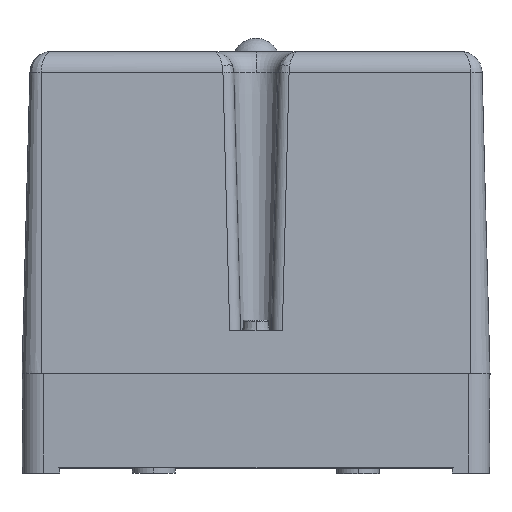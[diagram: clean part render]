
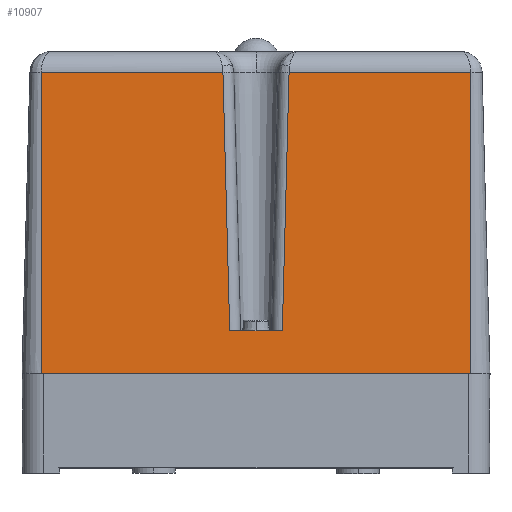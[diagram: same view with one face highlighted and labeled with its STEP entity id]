
A CAD part, top view. The second image highlights one B-rep face of the part: STEP entity #10907.
In plain terms, the highlighted planar face has unit normal (0, 0.026, 1).
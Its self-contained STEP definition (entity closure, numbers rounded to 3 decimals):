
#87 = ORIENTED_EDGE ( 'NONE', *, *, #13955, .T. ) ;
#258 = ORIENTED_EDGE ( 'NONE', *, *, #16621, .T. ) ;
#1151 = VERTEX_POINT ( 'NONE', #22805 ) ;
#1270 = AXIS2_PLACEMENT_3D ( 'NONE', #1504, #13890, #4859 ) ;
#1504 = CARTESIAN_POINT ( 'NONE',  ( -55.956, 4.507, 50.048 ) ) ;
#1573 = CARTESIAN_POINT ( 'NONE',  ( -15.981, 12.507, 49.839 ) ) ;
#1651 = ORIENTED_EDGE ( 'NONE', *, *, #18113, .T. ) ;
#1906 = CARTESIAN_POINT ( 'NONE',  ( -55.956, 4.507, 50.048 ) ) ;
#1974 = VECTOR ( 'NONE', #17055, 1000. ) ;
#2107 = EDGE_CURVE ( 'NONE', #13790, #21471, #11111, .T. ) ;
#2625 = ORIENTED_EDGE ( 'NONE', *, *, #2107, .F. ) ;
#2705 = VECTOR ( 'NONE', #8263, 1000. ) ;
#3089 = DIRECTION ( 'NONE',  ( -1., 0., 0. ) ) ;
#4859 = DIRECTION ( 'NONE',  ( 0., -1., 0.026 ) ) ;
#4936 = DIRECTION ( 'NONE',  ( -1., 0., 0. ) ) ;
#6583 = VERTEX_POINT ( 'NONE', #12999 ) ;
#6610 = ORIENTED_EDGE ( 'NONE', *, *, #12141, .T. ) ;
#6845 = LINE ( 'NONE', #13633, #2705 ) ;
#7887 = EDGE_CURVE ( 'NONE', #13179, #19441, #12492, .T. ) ;
#7990 = ORIENTED_EDGE ( 'NONE', *, *, #16794, .T. ) ;
#8039 = ORIENTED_EDGE ( 'NONE', *, *, #22346, .T. ) ;
#8263 = DIRECTION ( 'NONE',  ( -0.026, -0.999, 0.026 ) ) ;
#8935 = DIRECTION ( 'NONE',  ( 0., 1., -0.026 ) ) ;
#9704 = CARTESIAN_POINT ( 'NONE',  ( -55.956, 60.612, 48.579 ) ) ;
#10169 = VECTOR ( 'NONE', #13631, 1000. ) ;
#10282 = CARTESIAN_POINT ( 'NONE',  ( -55.956, 60.612, 48.579 ) ) ;
#10525 = LINE ( 'NONE', #14660, #21783 ) ;
#10636 = VECTOR ( 'NONE', #21068, 1000. ) ;
#10907 = ADVANCED_FACE ( 'NONE', ( #20365 ), #15480, .T. ) ;
#10915 = CARTESIAN_POINT ( 'NONE',  ( 23.994, 60.612, 48.579 ) ) ;
#11111 = LINE ( 'NONE', #1906, #16311 ) ;
#11182 = VERTEX_POINT ( 'NONE', #14570 ) ;
#12141 = EDGE_CURVE ( 'NONE', #13790, #13179, #22702, .T. ) ;
#12285 = EDGE_LOOP ( 'NONE', ( #7990, #1651, #8039, #2625, #6610, #13425, #258, #87 ) ) ;
#12390 = VERTEX_POINT ( 'NONE', #13513 ) ;
#12492 = LINE ( 'NONE', #13702, #1974 ) ;
#12645 = CARTESIAN_POINT ( 'NONE',  ( 23.994, 4.507, 50.048 ) ) ;
#12999 = CARTESIAN_POINT ( 'NONE',  ( -22.14, 60.612, 48.579 ) ) ;
#13179 = VERTEX_POINT ( 'NONE', #12645 ) ;
#13425 = ORIENTED_EDGE ( 'NONE', *, *, #7887, .T. ) ;
#13513 = CARTESIAN_POINT ( 'NONE',  ( -20.881, 12.507, 49.839 ) ) ;
#13631 = DIRECTION ( 'NONE',  ( -1., 0., 0. ) ) ;
#13633 = CARTESIAN_POINT ( 'NONE',  ( -11.322, 3.339, 50.079 ) ) ;
#13702 = CARTESIAN_POINT ( 'NONE',  ( 23.994, 4.507, 50.048 ) ) ;
#13790 = VERTEX_POINT ( 'NONE', #18144 ) ;
#13890 = DIRECTION ( 'NONE',  ( 0., 0.026, 1. ) ) ;
#13955 = EDGE_CURVE ( 'NONE', #11182, #1151, #6845, .T. ) ;
#14065 = CARTESIAN_POINT ( 'NONE',  ( -11.72, 60.612, 48.579 ) ) ;
#14570 = CARTESIAN_POINT ( 'NONE',  ( -9.822, 60.612, 48.579 ) ) ;
#14660 = CARTESIAN_POINT ( 'NONE',  ( -22.139, 60.56, 48.58 ) ) ;
#15480 = PLANE ( 'NONE',  #1270 ) ;
#15761 = CARTESIAN_POINT ( 'NONE',  ( -55.956, 4.507, 50.048 ) ) ;
#16311 = VECTOR ( 'NONE', #8935, 1000. ) ;
#16621 = EDGE_CURVE ( 'NONE', #19441, #11182, #16967, .T. ) ;
#16768 = LINE ( 'NONE', #10282, #10169 ) ;
#16794 = EDGE_CURVE ( 'NONE', #1151, #12390, #17785, .T. ) ;
#16967 = LINE ( 'NONE', #14065, #22159 ) ;
#17055 = DIRECTION ( 'NONE',  ( 0., 1., -0.026 ) ) ;
#17785 = LINE ( 'NONE', #1573, #18873 ) ;
#18113 = EDGE_CURVE ( 'NONE', #12390, #6583, #10525, .T. ) ;
#18144 = CARTESIAN_POINT ( 'NONE',  ( -55.956, 4.507, 50.048 ) ) ;
#18873 = VECTOR ( 'NONE', #4936, 1000. ) ;
#19441 = VERTEX_POINT ( 'NONE', #10915 ) ;
#20365 = FACE_OUTER_BOUND ( 'NONE', #12285, .T. ) ;
#21068 = DIRECTION ( 'NONE',  ( 1., 0., 0. ) ) ;
#21471 = VERTEX_POINT ( 'NONE', #9704 ) ;
#21783 = VECTOR ( 'NONE', #22187, 1000. ) ;
#22159 = VECTOR ( 'NONE', #3089, 1000. ) ;
#22187 = DIRECTION ( 'NONE',  ( -0.026, 0.999, -0.026 ) ) ;
#22346 = EDGE_CURVE ( 'NONE', #6583, #21471, #16768, .T. ) ;
#22702 = LINE ( 'NONE', #15761, #10636 ) ;
#22805 = CARTESIAN_POINT ( 'NONE',  ( -11.082, 12.507, 49.839 ) ) ;
